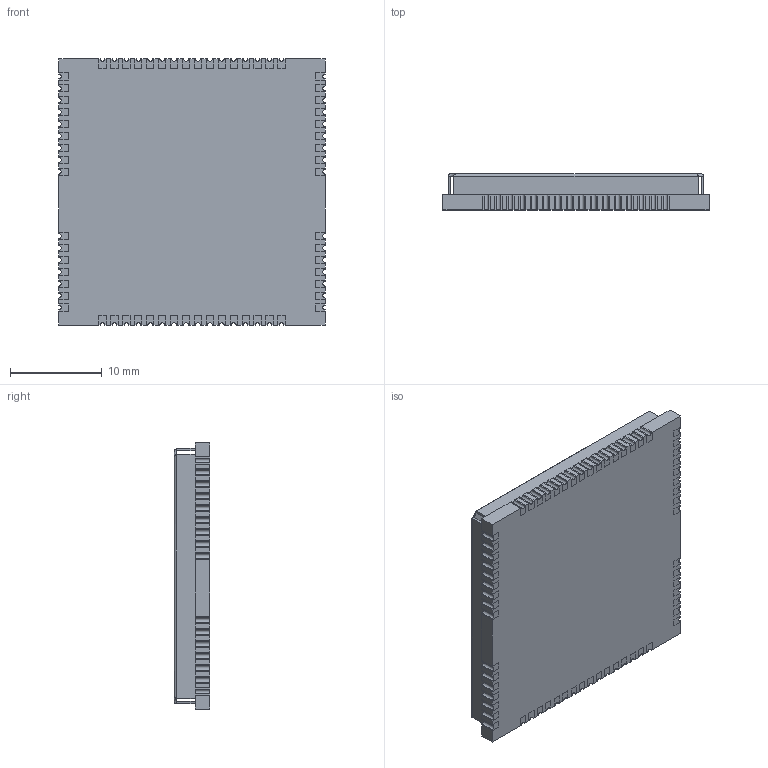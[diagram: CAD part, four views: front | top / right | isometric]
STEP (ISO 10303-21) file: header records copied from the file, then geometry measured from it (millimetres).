
FILE_DESCRIPTION (( 'STEP AP214' ), '1' );
FILE_NAME ('User Library-M10.STEP', '2016-04-19T12:15:59', ( 'Windows User' ), ( '' ), 'SwSTEP 2.0', 'SolidWorks 2016', '' );
FILE_SCHEMA (( 'AUTOMOTIVE_DESIGN' ));
Length unit declared in the file: millimetre
Products named in the file (1): User Library-M10
Bounding box: 29 x 3.9 x 29 mm (x, y, z)
Volume: 1581.2 mm3; surface area: 4461.8 mm2
Topology: 66 solids, 66 shells, 950 faces, 2362 edges, 1557 vertices
Faces by surface type: plane 810, cylinder 92, bspline 48
Entity records: 42792 total; most frequent: CARTESIAN_POINT 9523, ORIENTED_EDGE 4724, DIRECTION 4097, EDGE_CURVE 2362, VECTOR 1929, LINE 1929, VERTEX_POINT 1557, AXIS2_PLACEMENT_3D 1084
